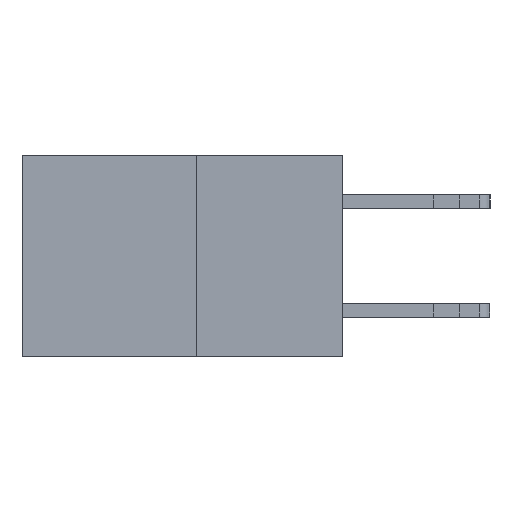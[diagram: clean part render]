
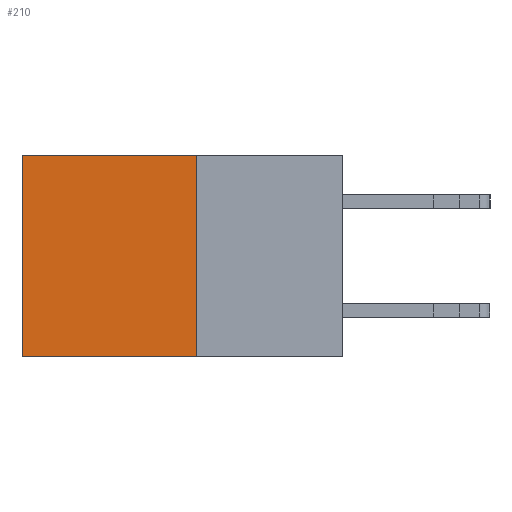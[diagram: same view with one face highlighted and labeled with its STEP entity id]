
A CAD part, left-side view. The second image highlights one B-rep face of the part: STEP entity #210.
In plain terms, the highlighted planar face has unit normal (-1, 0, 0).
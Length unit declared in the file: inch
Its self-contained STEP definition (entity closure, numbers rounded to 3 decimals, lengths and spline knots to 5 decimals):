
#65 = PLANE ( 'NONE',  #5959 ) ;
#210 = ADVANCED_FACE ( 'NONE', ( #11695 ), #65, .F. ) ;
#651 = DIRECTION ( 'NONE',  ( 0., 1., 0. ) ) ;
#739 = VECTOR ( 'NONE', #4156, 39.37008 ) ;
#1142 = CARTESIAN_POINT ( 'NONE',  ( 0.277, 0.27, 0. ) ) ;
#1375 = DIRECTION ( 'NONE',  ( 1., 0., 0. ) ) ;
#1608 = VECTOR ( 'NONE', #14485, 39.37008 ) ;
#2328 = VERTEX_POINT ( 'NONE', #9164 ) ;
#2586 = VECTOR ( 'NONE', #16127, 39.37008 ) ;
#2741 = ORIENTED_EDGE ( 'NONE', *, *, #15005, .F. ) ;
#2987 = ORIENTED_EDGE ( 'NONE', *, *, #6299, .T. ) ;
#3831 = CARTESIAN_POINT ( 'NONE',  ( 0.277, 0.27, -0.37 ) ) ;
#4156 = DIRECTION ( 'NONE',  ( 0., 0., -1. ) ) ;
#5602 = VERTEX_POINT ( 'NONE', #9447 ) ;
#5855 = CARTESIAN_POINT ( 'NONE',  ( 0.277, 0.27, -0.37 ) ) ;
#5959 = AXIS2_PLACEMENT_3D ( 'NONE', #15793, #1375, #11493 ) ;
#6299 = EDGE_CURVE ( 'NONE', #2328, #5602, #12692, .T. ) ;
#6594 = VERTEX_POINT ( 'NONE', #7574 ) ;
#7139 = ORIENTED_EDGE ( 'NONE', *, *, #13131, .F. ) ;
#7574 = CARTESIAN_POINT ( 'NONE',  ( 0.277, 0.59, -0.37 ) ) ;
#7577 = LINE ( 'NONE', #9249, #739 ) ;
#7855 = VERTEX_POINT ( 'NONE', #15324 ) ;
#8773 = LINE ( 'NONE', #5855, #1608 ) ;
#9164 = CARTESIAN_POINT ( 'NONE',  ( 0.277, 0.27, 0. ) ) ;
#9249 = CARTESIAN_POINT ( 'NONE',  ( 0.277, 0.59, -0.37 ) ) ;
#9447 = CARTESIAN_POINT ( 'NONE',  ( 0.277, 0.59, 0. ) ) ;
#9654 = EDGE_CURVE ( 'NONE', #5602, #6594, #7577, .T. ) ;
#9805 = VECTOR ( 'NONE', #651, 39.37008 ) ;
#11493 = DIRECTION ( 'NONE',  ( 0., 0., -1. ) ) ;
#11695 = FACE_OUTER_BOUND ( 'NONE', #12927, .T. ) ;
#12692 = LINE ( 'NONE', #1142, #9805 ) ;
#12927 = EDGE_LOOP ( 'NONE', ( #15652, #7139, #2741, #2987 ) ) ;
#13131 = EDGE_CURVE ( 'NONE', #7855, #6594, #8773, .T. ) ;
#14485 = DIRECTION ( 'NONE',  ( 0., 1., 0. ) ) ;
#15005 = EDGE_CURVE ( 'NONE', #2328, #7855, #15778, .T. ) ;
#15324 = CARTESIAN_POINT ( 'NONE',  ( 0.277, 0.27, -0.37 ) ) ;
#15652 = ORIENTED_EDGE ( 'NONE', *, *, #9654, .T. ) ;
#15778 = LINE ( 'NONE', #3831, #2586 ) ;
#15793 = CARTESIAN_POINT ( 'NONE',  ( 0.277, 0.27, -0.37 ) ) ;
#16127 = DIRECTION ( 'NONE',  ( 0., 0., -1. ) ) ;
